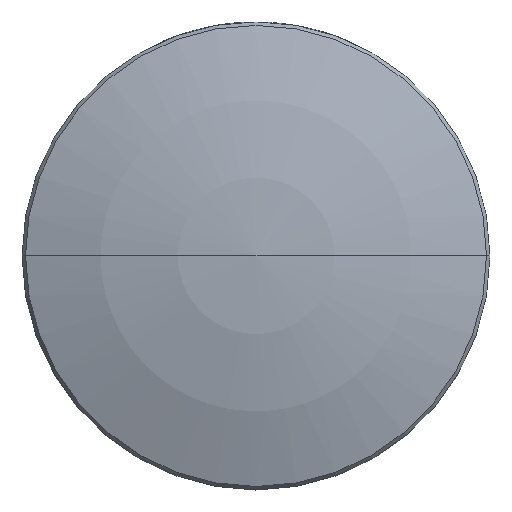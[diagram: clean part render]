
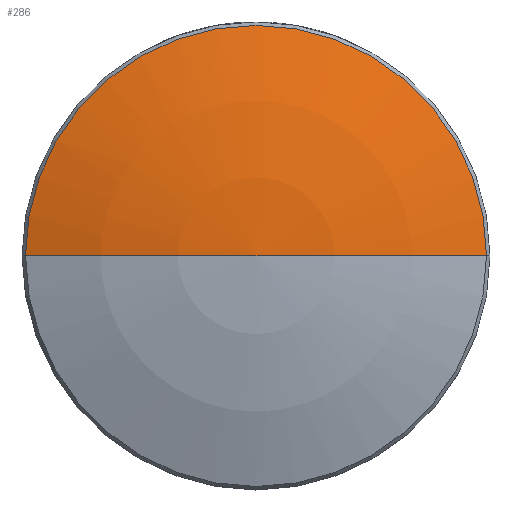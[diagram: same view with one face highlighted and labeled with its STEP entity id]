
A CAD part, top view. The second image highlights one B-rep face of the part: STEP entity #286.
In plain terms, the highlighted toroidal (fillet/blend) face has major radius 0.001 mm and minor radius 18.4 mm.
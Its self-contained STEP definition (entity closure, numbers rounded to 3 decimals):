
#29 = EDGE_CURVE ( 'NONE', #502, #243, #59, .T. ) ;
#48 = AXIS2_PLACEMENT_3D ( 'NONE', #341, #215, #1249 ) ;
#59 = CIRCLE ( 'NONE', #1196, 18.4 ) ;
#66 = CARTESIAN_POINT ( 'NONE',  ( 6.256, 0., 0.369 ) ) ;
#150 = EDGE_LOOP ( 'NONE', ( #567, #889, #316 ) ) ;
#215 = DIRECTION ( 'NONE',  ( 0., 0., 1. ) ) ;
#243 = VERTEX_POINT ( 'NONE', #1614 ) ;
#286 = ADVANCED_FACE ( 'NONE', ( #1024 ), #1077, .T. ) ;
#316 = ORIENTED_EDGE ( 'NONE', *, *, #29, .F. ) ;
#341 = CARTESIAN_POINT ( 'NONE',  ( 0., 0., -16.935 ) ) ;
#351 = VERTEX_POINT ( 'NONE', #387 ) ;
#387 = CARTESIAN_POINT ( 'NONE',  ( -6.256, 0., 0.369 ) ) ;
#469 = DIRECTION ( 'NONE',  ( 0., 0., -1. ) ) ;
#480 = DIRECTION ( 'NONE',  ( 0., 0., 1. ) ) ;
#502 = VERTEX_POINT ( 'NONE', #66 ) ;
#523 = AXIS2_PLACEMENT_3D ( 'NONE', #1143, #480, #744 ) ;
#567 = ORIENTED_EDGE ( 'NONE', *, *, #732, .T. ) ;
#703 = CARTESIAN_POINT ( 'NONE',  ( 0.001, 0., -16.935 ) ) ;
#723 = CIRCLE ( 'NONE', #940, 18.4 ) ;
#732 = EDGE_CURVE ( 'NONE', #502, #351, #825, .T. ) ;
#736 = DIRECTION ( 'NONE',  ( -1., 0., 0. ) ) ;
#744 = DIRECTION ( 'NONE',  ( -1., 0., 0. ) ) ;
#825 = CIRCLE ( 'NONE', #523, 6.256 ) ;
#889 = ORIENTED_EDGE ( 'NONE', *, *, #905, .T. ) ;
#905 = EDGE_CURVE ( 'NONE', #351, #243, #723, .T. ) ;
#940 = AXIS2_PLACEMENT_3D ( 'NONE', #1251, #981, #736 ) ;
#981 = DIRECTION ( 'NONE',  ( 0., 1., 0. ) ) ;
#1024 = FACE_OUTER_BOUND ( 'NONE', #150, .T. ) ;
#1077 = TOROIDAL_SURFACE ( 'NONE', #48, 0.001, 18.4 ) ;
#1143 = CARTESIAN_POINT ( 'NONE',  ( 0., 0., 0.369 ) ) ;
#1196 = AXIS2_PLACEMENT_3D ( 'NONE', #703, #1343, #469 ) ;
#1249 = DIRECTION ( 'NONE',  ( 1., 0., 0. ) ) ;
#1251 = CARTESIAN_POINT ( 'NONE',  ( -0.001, 0., -16.935 ) ) ;
#1343 = DIRECTION ( 'NONE',  ( 0., -1., 0. ) ) ;
#1614 = CARTESIAN_POINT ( 'NONE',  ( 0., 0., 1.465 ) ) ;
